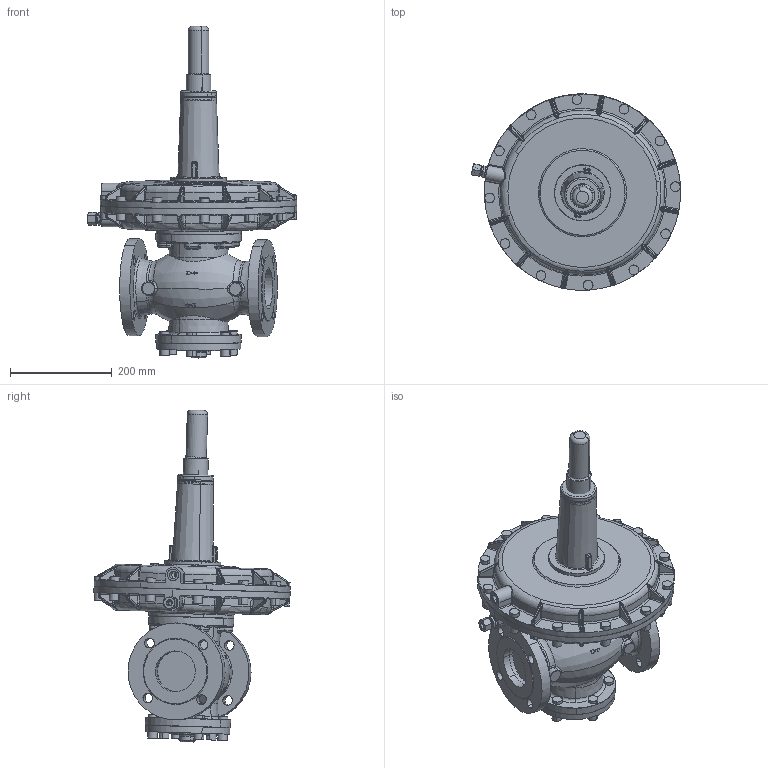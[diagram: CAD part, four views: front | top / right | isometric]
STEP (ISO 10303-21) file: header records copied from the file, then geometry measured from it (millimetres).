
FILE_DESCRIPTION(('CATIA V5 STEP Exchange'),'2;1');
FILE_NAME('R100-R100-U DN080 390 HDS ANSI.stp','2023-05-08T06:59:49+00:00',('none'),('none'),'CATIA Version 5-6 Release 2018 SP2','CATIA V5 STEP AP203','none');
FILE_SCHEMA(('CONFIG_CONTROL_DESIGN'));
Products named in the file (2): Product1; HDS
Assembly tree (5 placements, depth 3):
  Product1
    #57
    HDS
      #61774
      #62705
    #63388
Bounding box: 410.54 x 385.2 x 651.43 mm (x, y, z)
Volume: 15268849.6 mm3; surface area: 811442.9 mm2
Topology: 5 solids, 15 shells, 1509 faces, 3749 edges, 2221 vertices
Faces by surface type: cylinder 525, torus 309, plane 291, bspline 234, sphere 77, cone 63, revolution 10
Entity records: 65048 total; most frequent: CARTESIAN_POINT 35845, ORIENTED_EDGE 7254, DIRECTION 3681, EDGE_CURVE 3627, VERTEX_POINT 2221, AXIS2_PLACEMENT_3D 2094, EDGE_LOOP 1606, ADVANCED_FACE 1509
